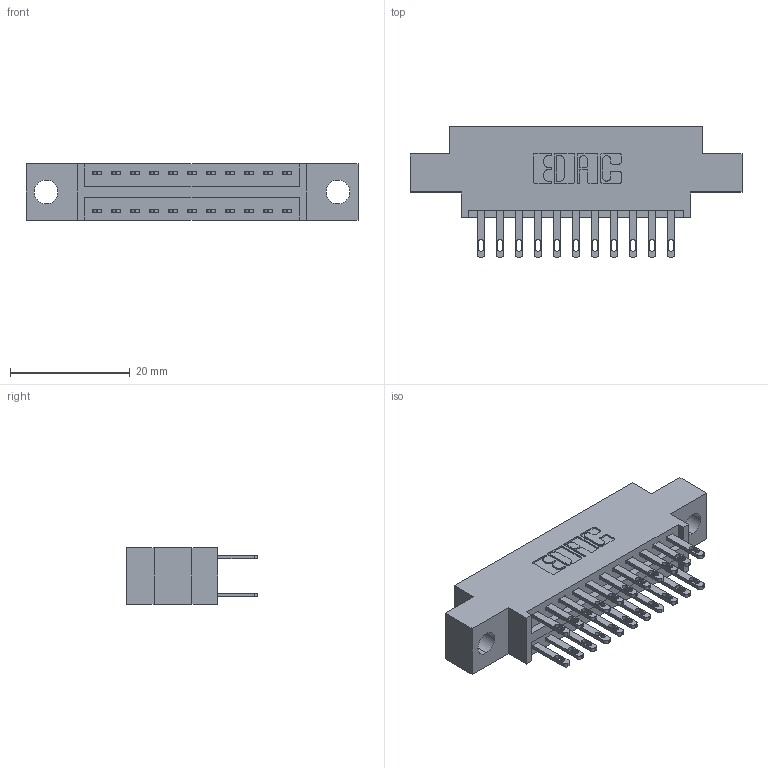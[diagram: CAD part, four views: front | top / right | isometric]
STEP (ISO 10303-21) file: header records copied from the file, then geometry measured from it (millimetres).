
FILE_DESCRIPTION (( 'STEP AP203' ), '1' );
FILE_NAME ('346-022-500-804.STEP', '2022-05-18T20:30:28', ( '' ), ( '' ), 'SwSTEP 2.0', 'SolidWorks 2020', '' );
FILE_SCHEMA (( 'CONFIG_CONTROL_DESIGN' ));
Length unit declared in the file: inch
Products named in the file (3): 345-292-001_345-293-100; 346-022-500-804; 346 Part_0.170 Offset - 0.156 Dia-TH
Assembly tree (23 placements, depth 2):
  346-022-500-804
    346 Part_0.170 Offset - 0.156 Dia-TH
    345-292-001_345-293-100  x22
Bounding box: 55.5 x 21.84 x 9.4 mm (x, y, z)
Volume: 4977.7 mm3; surface area: 6612.8 mm2
Topology: 23 solids, 23 shells, 1196 faces, 3611 edges, 2406 vertices
Faces by surface type: plane 732, cylinder 464
Entity records: 11833 total; most frequent: CARTESIAN_POINT 1998, ORIENTED_EDGE 1930, DIRECTION 1813, EDGE_CURVE 965, VECTOR 785, LINE 785, VERTEX_POINT 642, AXIS2_PLACEMENT_3D 514
